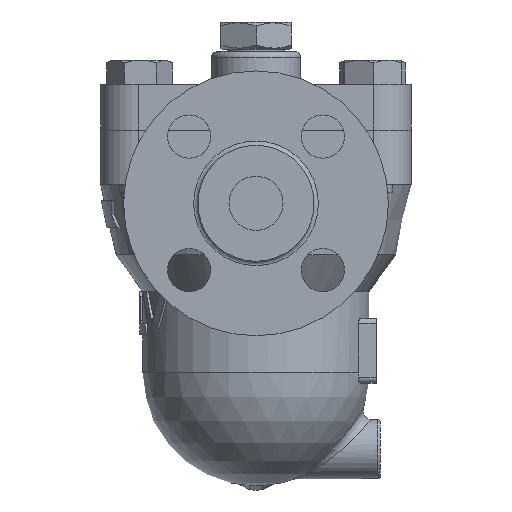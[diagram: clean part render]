
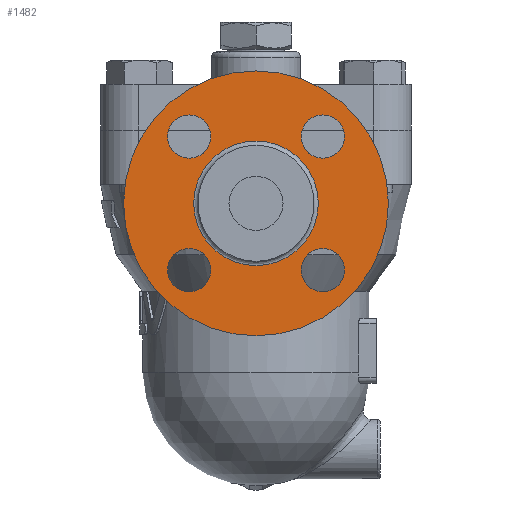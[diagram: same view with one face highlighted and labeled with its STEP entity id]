
A CAD part, left-side view. The second image highlights one B-rep face of the part: STEP entity #1482.
In plain terms, the highlighted planar face has unit normal (-1, 0, 0).
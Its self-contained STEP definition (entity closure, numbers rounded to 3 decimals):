
#1396=CARTESIAN_POINT('',(-120.4,0.,-3.95));
#1397=VERTEX_POINT('',#1396);
#1398=CARTESIAN_POINT('',(-120.4,0.0,-27.));
#1399=DIRECTION('',(-1.0,0.0,0.0));
#1400=DIRECTION('',(0.0,0.0,-1.0));
#1401=AXIS2_PLACEMENT_3D('',#1398,#1399,#1400);
#1402=CIRCLE('',#1401,23.05);
#1403=EDGE_CURVE('',#1397,#1397,#1402,.T.);
#1419=CARTESIAN_POINT('',(-120.4,0.0,8.225));
#1420=DIRECTION('',(-1.0,0.0,0.0));
#1421=DIRECTION('',(0.0,0.0,1.0));
#1422=AXIS2_PLACEMENT_3D('',#1419,#1420,#1421);
#1423=PLANE('',#1422);
#1424=CARTESIAN_POINT('',(-120.4,0.0,22.));
#1425=VERTEX_POINT('',#1424);
#1426=CARTESIAN_POINT('',(-120.4,0.0,-27.));
#1427=DIRECTION('',(-1.0,0.0,0.0));
#1428=DIRECTION('',(0.0,0.0,1.0));
#1429=AXIS2_PLACEMENT_3D('',#1426,#1427,#1428);
#1430=CIRCLE('',#1429,49.0);
#1431=EDGE_CURVE('',#1425,#1425,#1430,.T.);
#1432=ORIENTED_EDGE('',*,*,#1431,.T.);
#1433=EDGE_LOOP('',(#1432));
#1434=FACE_OUTER_BOUND('',#1433,.T.);
#1435=CARTESIAN_POINT('',(-120.4,-24.713,5.713));
#1436=VERTEX_POINT('',#1435);
#1437=CARTESIAN_POINT('',(-120.4,-24.713,-2.287));
#1438=DIRECTION('',(1.0,0.0,0.0));
#1439=DIRECTION('',(0.0,0.0,1.0));
#1440=AXIS2_PLACEMENT_3D('',#1437,#1438,#1439);
#1441=CIRCLE('',#1440,8.0);
#1442=EDGE_CURVE('',#1436,#1436,#1441,.T.);
#1443=ORIENTED_EDGE('',*,*,#1442,.T.);
#1444=EDGE_LOOP('',(#1443));
#1445=FACE_BOUND('',#1444,.T.);
#1446=CARTESIAN_POINT('',(-120.4,32.713,-2.287));
#1447=VERTEX_POINT('',#1446);
#1448=CARTESIAN_POINT('',(-120.4,24.713,-2.287));
#1449=DIRECTION('',(1.0,0.0,0.0));
#1450=DIRECTION('',(0.0,1.0,0.0));
#1451=AXIS2_PLACEMENT_3D('',#1448,#1449,#1450);
#1452=CIRCLE('',#1451,8.0);
#1453=EDGE_CURVE('',#1447,#1447,#1452,.T.);
#1454=ORIENTED_EDGE('',*,*,#1453,.T.);
#1455=EDGE_LOOP('',(#1454));
#1456=FACE_BOUND('',#1455,.T.);
#1457=CARTESIAN_POINT('',(-120.4,24.713,-59.713));
#1458=VERTEX_POINT('',#1457);
#1459=CARTESIAN_POINT('',(-120.4,24.713,-51.713));
#1460=DIRECTION('',(1.0,0.0,0.0));
#1461=DIRECTION('',(0.0,0.0,-1.0));
#1462=AXIS2_PLACEMENT_3D('',#1459,#1460,#1461);
#1463=CIRCLE('',#1462,8.0);
#1464=EDGE_CURVE('',#1458,#1458,#1463,.T.);
#1465=ORIENTED_EDGE('',*,*,#1464,.T.);
#1466=EDGE_LOOP('',(#1465));
#1467=FACE_BOUND('',#1466,.T.);
#1468=CARTESIAN_POINT('',(-120.4,-32.713,-51.713));
#1469=VERTEX_POINT('',#1468);
#1470=CARTESIAN_POINT('',(-120.4,-24.713,-51.713));
#1471=DIRECTION('',(1.0,0.0,0.0));
#1472=DIRECTION('',(0.0,-1.0,0.0));
#1473=AXIS2_PLACEMENT_3D('',#1470,#1471,#1472);
#1474=CIRCLE('',#1473,8.0);
#1475=EDGE_CURVE('',#1469,#1469,#1474,.T.);
#1476=ORIENTED_EDGE('',*,*,#1475,.T.);
#1477=EDGE_LOOP('',(#1476));
#1478=FACE_BOUND('',#1477,.T.);
#1479=ORIENTED_EDGE('',*,*,#1403,.F.);
#1480=EDGE_LOOP('',(#1479));
#1481=FACE_BOUND('',#1480,.T.);
#1482=ADVANCED_FACE('',(#1434,#1445,#1456,#1467,#1478,#1481),#1423,.T.);
